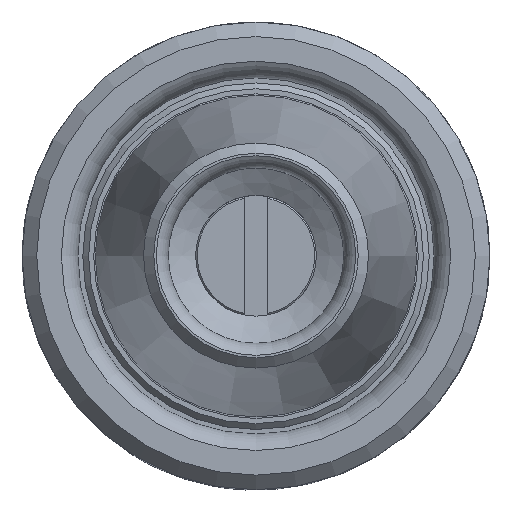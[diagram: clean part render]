
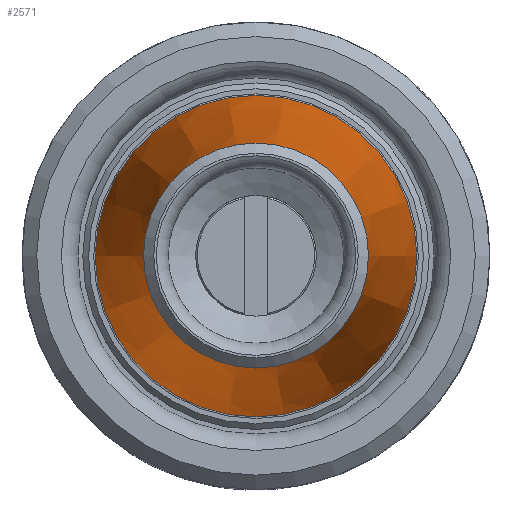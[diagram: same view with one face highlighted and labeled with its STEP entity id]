
A CAD part, top view. The second image highlights one B-rep face of the part: STEP entity #2571.
In plain terms, the highlighted conical face has half-angle 8 degrees and reference radius 5.5 mm.
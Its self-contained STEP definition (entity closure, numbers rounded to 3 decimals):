
#334=CONICAL_SURFACE('',#2705,5.5,0.14);
#392=ORIENTED_EDGE('',*,*,#880,.T.);
#393=ORIENTED_EDGE('',*,*,#874,.F.);
#874=EDGE_CURVE('',#1119,#1119,#1289,.T.);
#880=EDGE_CURVE('',#1125,#1125,#1295,.T.);
#1119=VERTEX_POINT('',#3523);
#1125=VERTEX_POINT('',#3538);
#1289=CIRCLE('',#2697,3.847);
#1295=CIRCLE('',#2706,5.5);
#1412=EDGE_LOOP('',(#392));
#1413=EDGE_LOOP('',(#393));
#1573=FACE_BOUND('',#1412,.T.);
#1574=FACE_BOUND('',#1413,.T.);
#2571=ADVANCED_FACE('',(#1573,#1574),#334,.T.);
#2697=AXIS2_PLACEMENT_3D('',#3522,#2941,#2942);
#2705=AXIS2_PLACEMENT_3D('',#3536,#2957,#2958);
#2706=AXIS2_PLACEMENT_3D('',#3537,#2959,#2960);
#2941=DIRECTION('',(0.,0.,1.));
#2942=DIRECTION('',(1.,0.,0.));
#2957=DIRECTION('',(0.,0.,-1.));
#2958=DIRECTION('',(-1.,0.,0.));
#2959=DIRECTION('',(0.,0.,1.));
#2960=DIRECTION('',(1.,0.,0.));
#3522=CARTESIAN_POINT('',(0.,0.,32.65));
#3523=CARTESIAN_POINT('',(3.847,0.,32.65));
#3536=CARTESIAN_POINT('',(0.,0.,20.888));
#3537=CARTESIAN_POINT('',(0.,0.,20.888));
#3538=CARTESIAN_POINT('',(5.5,0.,20.888));
